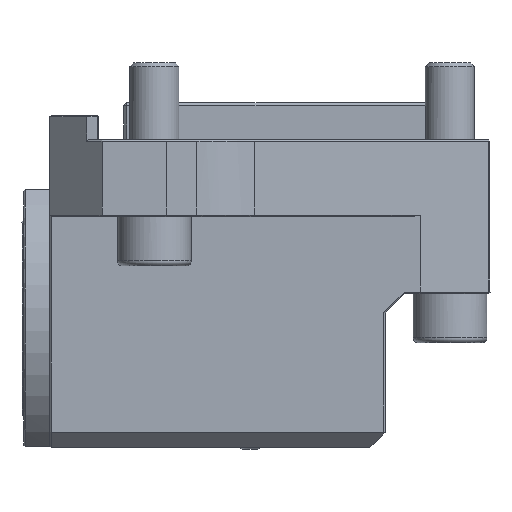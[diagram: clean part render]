
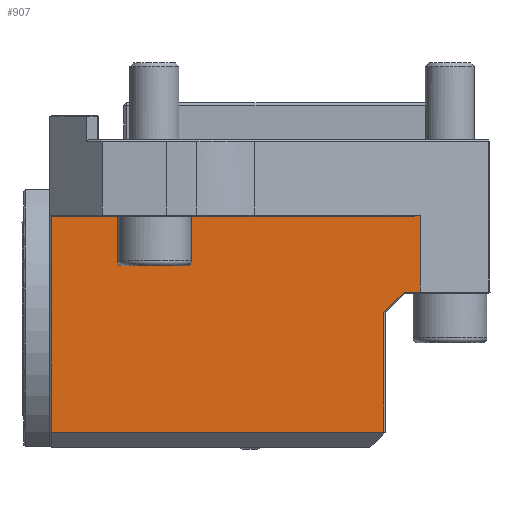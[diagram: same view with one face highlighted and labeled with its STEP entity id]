
A CAD part, front view. The second image highlights one B-rep face of the part: STEP entity #907.
In plain terms, the highlighted planar face has unit normal (0, -1, 0).
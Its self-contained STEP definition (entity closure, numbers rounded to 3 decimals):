
#148=LINE('',#4471,#454);
#188=LINE('',#4607,#494);
#241=LINE('',#4757,#547);
#244=LINE('',#4763,#550);
#245=LINE('',#4765,#551);
#246=LINE('',#4767,#552);
#247=LINE('',#4768,#553);
#248=LINE('',#4770,#554);
#454=VECTOR('',#3396,1.);
#494=VECTOR('',#3470,1.);
#547=VECTOR('',#3577,1.);
#550=VECTOR('',#3582,1.);
#551=VECTOR('',#3583,1.);
#552=VECTOR('',#3584,1.);
#553=VECTOR('',#3585,1.);
#554=VECTOR('',#3586,1.);
#907=ADVANCED_FACE('',(#1245),#1087,.F.);
#1087=PLANE('',#3106);
#1245=FACE_OUTER_BOUND('',#1413,.T.);
#1413=EDGE_LOOP('',(#1927,#1928,#1929,#1930,#1931,#1932,#1933,#1934));
#1927=ORIENTED_EDGE('',*,*,#2797,.T.);
#1928=ORIENTED_EDGE('',*,*,#2688,.T.);
#1929=ORIENTED_EDGE('',*,*,#2733,.T.);
#1930=ORIENTED_EDGE('',*,*,#2798,.T.);
#1931=ORIENTED_EDGE('',*,*,#2799,.F.);
#1932=ORIENTED_EDGE('',*,*,#2794,.T.);
#1933=ORIENTED_EDGE('',*,*,#2800,.F.);
#1934=ORIENTED_EDGE('',*,*,#2801,.T.);
#2414=VERTEX_POINT('',#4470);
#2415=VERTEX_POINT('',#4472);
#2439=VERTEX_POINT('',#4606);
#2472=VERTEX_POINT('',#4758);
#2473=VERTEX_POINT('',#4759);
#2474=VERTEX_POINT('',#4764);
#2475=VERTEX_POINT('',#4766);
#2476=VERTEX_POINT('',#4769);
#2688=EDGE_CURVE('',#2415,#2414,#148,.T.);
#2733=EDGE_CURVE('',#2414,#2439,#188,.T.);
#2794=EDGE_CURVE('',#2472,#2473,#241,.T.);
#2797=EDGE_CURVE('',#2474,#2415,#244,.T.);
#2798=EDGE_CURVE('',#2439,#2475,#245,.T.);
#2799=EDGE_CURVE('',#2472,#2475,#246,.T.);
#2800=EDGE_CURVE('',#2476,#2473,#247,.T.);
#2801=EDGE_CURVE('',#2476,#2474,#248,.T.);
#3106=AXIS2_PLACEMENT_3D('',#4771,#3587,#3588);
#3396=DIRECTION('',(0.,0.,1.));
#3470=DIRECTION('',(0.707,0.,0.707));
#3577=DIRECTION('',(-0.985,0.,-0.171));
#3582=DIRECTION('',(1.,0.,0.));
#3583=DIRECTION('',(1.,0.,0.));
#3584=DIRECTION('',(0.,0.,-1.));
#3585=DIRECTION('',(1.,0.,0.));
#3586=DIRECTION('',(0.,0.,-1.));
#3587=DIRECTION('',(0.,1.,0.));
#3588=DIRECTION('',(1.,0.,0.));
#4470=CARTESIAN_POINT('',(92.5,-64.,-56.093));
#4471=CARTESIAN_POINT('',(92.5,-64.,-50.));
#4472=CARTESIAN_POINT('',(92.5,-64.,-95.));
#4606=CARTESIAN_POINT('',(99.093,-64.,-49.5));
#4607=CARTESIAN_POINT('',(41.296,-64.,-107.296));
#4757=CARTESIAN_POINT('',(-16.777,-64.,-45.527));
#4758=CARTESIAN_POINT('',(104.315,-64.,-24.5));
#4759=CARTESIAN_POINT('',(101.435,-64.,-25.));
#4763=CARTESIAN_POINT('',(93.,-64.,-95.));
#4764=CARTESIAN_POINT('',(-15.5,-64.,-95.));
#4765=CARTESIAN_POINT('',(104.315,-64.,-49.5));
#4766=CARTESIAN_POINT('',(104.315,-64.,-49.5));
#4767=CARTESIAN_POINT('',(104.315,-64.,-25.));
#4768=CARTESIAN_POINT('',(-16.,-64.,-25.));
#4769=CARTESIAN_POINT('',(-15.5,-64.,-25.));
#4770=CARTESIAN_POINT('',(-15.5,-64.,-95.));
#4771=CARTESIAN_POINT('',(-16.,-64.,-50.));
